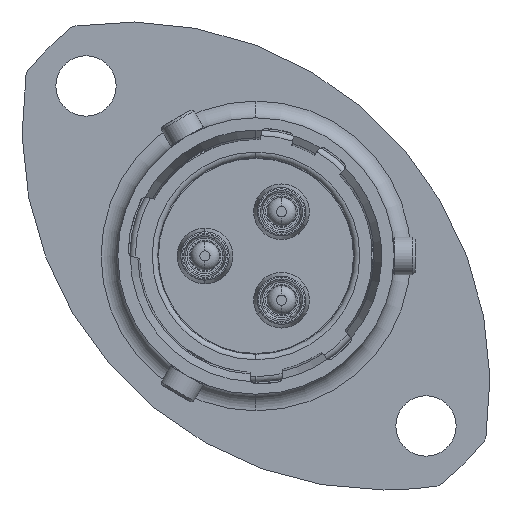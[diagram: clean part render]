
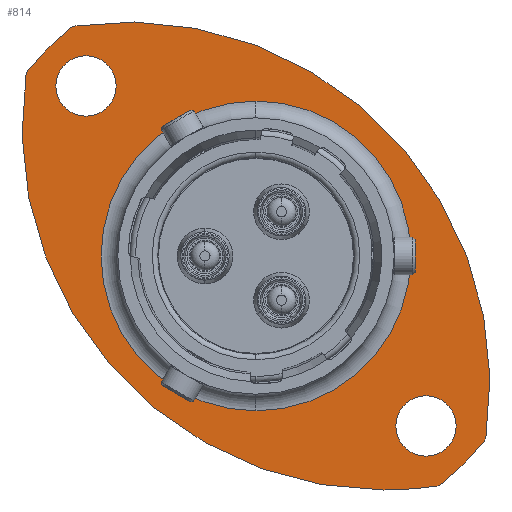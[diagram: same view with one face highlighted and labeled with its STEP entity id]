
A CAD part, left-side view. The second image highlights one B-rep face of the part: STEP entity #814.
In plain terms, the highlighted planar face has unit normal (-1, 0, 0).
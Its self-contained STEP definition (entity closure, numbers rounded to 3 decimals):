
#44 = VERTEX_POINT ( 'NONE', #8768 ) ;
#394 = ORIENTED_EDGE ( 'NONE', *, *, #3362, .T. ) ;
#741 = FACE_BOUND ( 'NONE', #12135, .T. ) ;
#814 = ADVANCED_FACE ( 'NONE', ( #741, #13632, #1248, #5580 ), #3424, .F. ) ;
#895 = DIRECTION ( 'NONE',  ( 0., 0., 1. ) ) ;
#914 = CARTESIAN_POINT ( 'NONE',  ( 10.945, 15.951, 10.897 ) ) ;
#994 = AXIS2_PLACEMENT_3D ( 'NONE', #7990, #19270, #9665 ) ;
#1248 = FACE_BOUND ( 'NONE', #17863, .T. ) ;
#1576 = CARTESIAN_POINT ( 'NONE',  ( 10.945, -3.064, -10.639 ) ) ;
#1597 = CARTESIAN_POINT ( 'NONE',  ( 10.945, 12.987, -8.377 ) ) ;
#1749 = DIRECTION ( 'NONE',  ( 0., 0., -1. ) ) ;
#1770 = DIRECTION ( 'NONE',  ( -1., 0., 0. ) ) ;
#1795 = CARTESIAN_POINT ( 'NONE',  ( 10.945, -0.801, 5.412 ) ) ;
#2185 = VERTEX_POINT ( 'NONE', #18041 ) ;
#2680 = CARTESIAN_POINT ( 'NONE',  ( 10.945, 15.25, 7.675 ) ) ;
#2743 = DIRECTION ( 'NONE',  ( 0., 0., -1. ) ) ;
#2808 = DIRECTION ( 'NONE',  ( 1., 0., 0. ) ) ;
#2884 = CARTESIAN_POINT ( 'NONE',  ( 10.945, 13.538, -1.482 ) ) ;
#2887 = CIRCLE ( 'NONE', #8890, 8.345 ) ;
#2972 = CARTESIAN_POINT ( 'NONE',  ( 10.945, 15.25, 9.3 ) ) ;
#3151 = ORIENTED_EDGE ( 'NONE', *, *, #9323, .F. ) ;
#3198 = DIRECTION ( 'NONE',  ( 0., 0., -1. ) ) ;
#3212 = DIRECTION ( 'NONE',  ( 0., 0., -1. ) ) ;
#3362 = EDGE_CURVE ( 'NONE', #6601, #2185, #8041, .T. ) ;
#3424 = PLANE ( 'NONE',  #4737 ) ;
#3470 = CARTESIAN_POINT ( 'NONE',  ( 10.945, 15.25, 7.675 ) ) ;
#3636 = EDGE_CURVE ( 'NONE', #2185, #9528, #8521, .T. ) ;
#3989 = VERTEX_POINT ( 'NONE', #6418 ) ;
#4040 = VERTEX_POINT ( 'NONE', #11236 ) ;
#4318 = DIRECTION ( 'NONE',  ( 0., 0., -1. ) ) ;
#4474 = DIRECTION ( 'NONE',  ( -1., 0., 0. ) ) ;
#4737 = AXIS2_PLACEMENT_3D ( 'NONE', #2884, #2808, #2743 ) ;
#4740 = CARTESIAN_POINT ( 'NONE',  ( 10.945, 15.25, 6.05 ) ) ;
#4763 = DIRECTION ( 'NONE',  ( 1., 0., 0. ) ) ;
#5060 = VERTEX_POINT ( 'NONE', #11332 ) ;
#5101 = DIRECTION ( 'NONE',  ( 0., 0., -1. ) ) ;
#5187 = VERTEX_POINT ( 'NONE', #10140 ) ;
#5580 = FACE_OUTER_BOUND ( 'NONE', #16297, .T. ) ;
#6205 = VERTEX_POINT ( 'NONE', #2972 ) ;
#6418 = CARTESIAN_POINT ( 'NONE',  ( 10.945, 6.093, -9.827 ) ) ;
#6441 = AXIS2_PLACEMENT_3D ( 'NONE', #14128, #4474, #15710 ) ;
#6601 = VERTEX_POINT ( 'NONE', #19504 ) ;
#6666 = AXIS2_PLACEMENT_3D ( 'NONE', #17089, #7458, #18737 ) ;
#6922 = ORIENTED_EDGE ( 'NONE', *, *, #12877, .F. ) ;
#7004 = EDGE_CURVE ( 'NONE', #5187, #6601, #14950, .T. ) ;
#7458 = DIRECTION ( 'NONE',  ( 1., 0., 0. ) ) ;
#7971 = AXIS2_PLACEMENT_3D ( 'NONE', #16646, #16575, #16438 ) ;
#7990 = CARTESIAN_POINT ( 'NONE',  ( 10.945, -0.801, 5.412 ) ) ;
#8041 = CIRCLE ( 'NONE', #15321, 19.5 ) ;
#8379 = CIRCLE ( 'NONE', #6666, 8.345 ) ;
#8521 = CIRCLE ( 'NONE', #7971, 15.825 ) ;
#8768 = CARTESIAN_POINT ( 'NONE',  ( 10.945, -3.064, -9.014 ) ) ;
#8890 = AXIS2_PLACEMENT_3D ( 'NONE', #14409, #4763, #16007 ) ;
#8961 = EDGE_CURVE ( 'NONE', #11278, #5187, #16085, .T. ) ;
#9323 = EDGE_CURVE ( 'NONE', #44, #4040, #15544, .T. ) ;
#9528 = VERTEX_POINT ( 'NONE', #16295 ) ;
#9574 = CIRCLE ( 'NONE', #17465, 1.625 ) ;
#9665 = DIRECTION ( 'NONE',  ( 0., 0., -1. ) ) ;
#10140 = CARTESIAN_POINT ( 'NONE',  ( 10.945, 18.472, 8.376 ) ) ;
#10619 = ORIENTED_EDGE ( 'NONE', *, *, #7004, .T. ) ;
#10634 = DIRECTION ( 'NONE',  ( -1., 0., 0. ) ) ;
#11236 = CARTESIAN_POINT ( 'NONE',  ( 10.945, -3.064, -12.264 ) ) ;
#11278 = VERTEX_POINT ( 'NONE', #914 ) ;
#11332 = CARTESIAN_POINT ( 'NONE',  ( 10.945, 6.093, 6.863 ) ) ;
#12058 = ORIENTED_EDGE ( 'NONE', *, *, #12655, .F. ) ;
#12068 = ORIENTED_EDGE ( 'NONE', *, *, #3636, .T. ) ;
#12135 = EDGE_LOOP ( 'NONE', ( #16521, #16200 ) ) ;
#12215 = EDGE_CURVE ( 'NONE', #4040, #44, #17099, .T. ) ;
#12655 = EDGE_CURVE ( 'NONE', #6205, #20576, #18386, .T. ) ;
#12877 = EDGE_CURVE ( 'NONE', #20576, #6205, #9574, .T. ) ;
#12880 = DIRECTION ( 'NONE',  ( -1., 0., 0. ) ) ;
#12881 = AXIS2_PLACEMENT_3D ( 'NONE', #2680, #13969, #4318 ) ;
#12899 = DIRECTION ( 'NONE',  ( -1., 0., 0. ) ) ;
#13402 = ORIENTED_EDGE ( 'NONE', *, *, #14450, .T. ) ;
#13632 = FACE_BOUND ( 'NONE', #20135, .T. ) ;
#13848 = EDGE_CURVE ( 'NONE', #3989, #5060, #2887, .T. ) ;
#13969 = DIRECTION ( 'NONE',  ( -1., 0., 0. ) ) ;
#14128 = CARTESIAN_POINT ( 'NONE',  ( 10.945, -3.064, -10.639 ) ) ;
#14409 = CARTESIAN_POINT ( 'NONE',  ( 10.945, 6.093, -1.482 ) ) ;
#14450 = EDGE_CURVE ( 'NONE', #9528, #11278, #15974, .T. ) ;
#14732 = DIRECTION ( 'NONE',  ( -1., 0., 0. ) ) ;
#14780 = AXIS2_PLACEMENT_3D ( 'NONE', #20259, #10634, #895 ) ;
#14950 = CIRCLE ( 'NONE', #994, 19.5 ) ;
#15321 = AXIS2_PLACEMENT_3D ( 'NONE', #1795, #1770, #1749 ) ;
#15425 = ORIENTED_EDGE ( 'NONE', *, *, #8961, .T. ) ;
#15544 = CIRCLE ( 'NONE', #6441, 1.625 ) ;
#15710 = DIRECTION ( 'NONE',  ( 0., 0., -1. ) ) ;
#15863 = AXIS2_PLACEMENT_3D ( 'NONE', #1597, #12899, #3212 ) ;
#15974 = CIRCLE ( 'NONE', #15863, 19.5 ) ;
#16007 = DIRECTION ( 'NONE',  ( 0., 0., -1. ) ) ;
#16085 = CIRCLE ( 'NONE', #14780, 15.825 ) ;
#16200 = ORIENTED_EDGE ( 'NONE', *, *, #16328, .T. ) ;
#16220 = AXIS2_PLACEMENT_3D ( 'NONE', #1576, #12880, #3198 ) ;
#16295 = CARTESIAN_POINT ( 'NONE',  ( 10.945, -6.286, -11.341 ) ) ;
#16297 = EDGE_LOOP ( 'NONE', ( #10619, #394, #12068, #13402, #15425 ) ) ;
#16328 = EDGE_CURVE ( 'NONE', #5060, #3989, #8379, .T. ) ;
#16438 = DIRECTION ( 'NONE',  ( 0., 0., 1. ) ) ;
#16484 = ORIENTED_EDGE ( 'NONE', *, *, #12215, .F. ) ;
#16521 = ORIENTED_EDGE ( 'NONE', *, *, #13848, .T. ) ;
#16575 = DIRECTION ( 'NONE',  ( -1., 0., 0. ) ) ;
#16646 = CARTESIAN_POINT ( 'NONE',  ( 10.945, 6.093, -1.482 ) ) ;
#17089 = CARTESIAN_POINT ( 'NONE',  ( 10.945, 6.093, -1.482 ) ) ;
#17099 = CIRCLE ( 'NONE', #16220, 1.625 ) ;
#17465 = AXIS2_PLACEMENT_3D ( 'NONE', #3470, #14732, #5101 ) ;
#17863 = EDGE_LOOP ( 'NONE', ( #16484, #3151 ) ) ;
#18041 = CARTESIAN_POINT ( 'NONE',  ( 10.945, -3.765, -13.861 ) ) ;
#18386 = CIRCLE ( 'NONE', #12881, 1.625 ) ;
#18737 = DIRECTION ( 'NONE',  ( 0., 0., -1. ) ) ;
#19270 = DIRECTION ( 'NONE',  ( -1., 0., 0. ) ) ;
#19504 = CARTESIAN_POINT ( 'NONE',  ( 10.945, -0.801, -14.088 ) ) ;
#20135 = EDGE_LOOP ( 'NONE', ( #6922, #12058 ) ) ;
#20259 = CARTESIAN_POINT ( 'NONE',  ( 10.945, 6.093, -1.482 ) ) ;
#20576 = VERTEX_POINT ( 'NONE', #4740 ) ;
